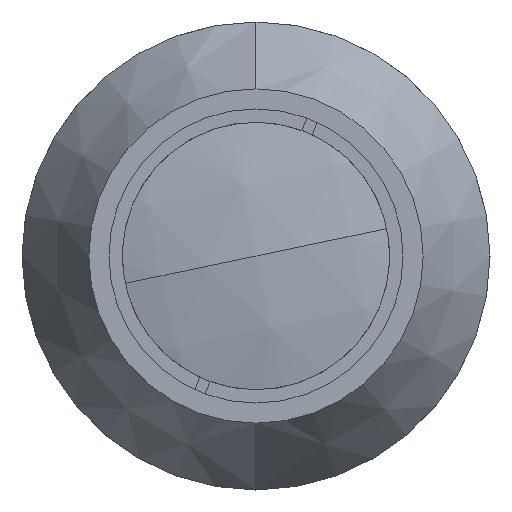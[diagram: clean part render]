
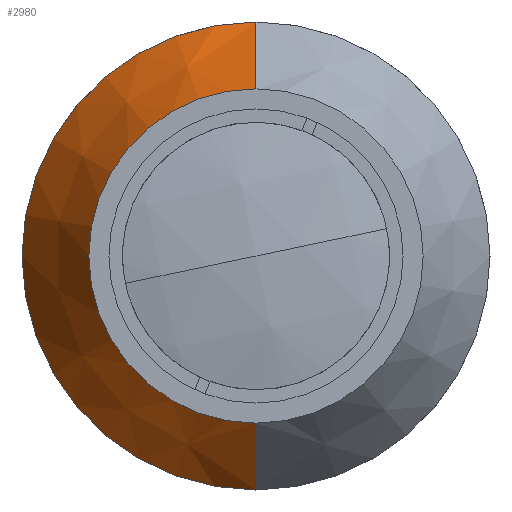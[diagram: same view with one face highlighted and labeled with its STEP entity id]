
A CAD part, left-side view. The second image highlights one B-rep face of the part: STEP entity #2980.
In plain terms, the highlighted conical face has half-angle 30 degrees and reference radius 21 mm.
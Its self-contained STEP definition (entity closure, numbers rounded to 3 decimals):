
#37 = CARTESIAN_POINT ( 'NONE',  ( 15., 0., 0. ) ) ;
#47 = DIRECTION ( 'NONE',  ( 0., 0., 1. ) ) ;
#109 = AXIS2_PLACEMENT_3D ( 'NONE', #3565, #798, #47 ) ;
#148 = CARTESIAN_POINT ( 'NONE',  ( 15., 0., -15. ) ) ;
#280 = DIRECTION ( 'NONE',  ( 0., 0., -1. ) ) ;
#285 = ORIENTED_EDGE ( 'NONE', *, *, #2209, .T. ) ;
#308 = CARTESIAN_POINT ( 'NONE',  ( 25.392, 0., -21. ) ) ;
#319 = VECTOR ( 'NONE', #1227, 1000. ) ;
#479 = AXIS2_PLACEMENT_3D ( 'NONE', #4045, #3094, #280 ) ;
#484 = CARTESIAN_POINT ( 'NONE',  ( 25.392, 0., 21. ) ) ;
#576 = EDGE_CURVE ( 'NONE', #2338, #795, #2934, .T. ) ;
#656 = DIRECTION ( 'NONE',  ( -1., 0., 0. ) ) ;
#675 = DIRECTION ( 'NONE',  ( 0., 0., 1. ) ) ;
#692 = FACE_OUTER_BOUND ( 'NONE', #2242, .T. ) ;
#795 = VERTEX_POINT ( 'NONE', #484 ) ;
#798 = DIRECTION ( 'NONE',  ( -1., 0., 0. ) ) ;
#880 = VERTEX_POINT ( 'NONE', #911 ) ;
#911 = CARTESIAN_POINT ( 'NONE',  ( 25.392, 0., -21. ) ) ;
#1001 = CIRCLE ( 'NONE', #3222, 15. ) ;
#1217 = ORIENTED_EDGE ( 'NONE', *, *, #3801, .F. ) ;
#1227 = DIRECTION ( 'NONE',  ( 0.866, 0., 0.5 ) ) ;
#1363 = ORIENTED_EDGE ( 'NONE', *, *, #3768, .F. ) ;
#1418 = LINE ( 'NONE', #308, #2925 ) ;
#2037 = ORIENTED_EDGE ( 'NONE', *, *, #576, .T. ) ;
#2050 = CIRCLE ( 'NONE', #109, 21. ) ;
#2209 = EDGE_CURVE ( 'NONE', #795, #880, #2050, .T. ) ;
#2242 = EDGE_LOOP ( 'NONE', ( #1217, #2037, #285, #1363 ) ) ;
#2338 = VERTEX_POINT ( 'NONE', #3855 ) ;
#2406 = VERTEX_POINT ( 'NONE', #148 ) ;
#2925 = VECTOR ( 'NONE', #3473, 1000. ) ;
#2934 = LINE ( 'NONE', #3685, #319 ) ;
#2980 = ADVANCED_FACE ( 'NONE', ( #692 ), #3647, .T. ) ;
#3094 = DIRECTION ( 'NONE',  ( 1., 0., 0. ) ) ;
#3222 = AXIS2_PLACEMENT_3D ( 'NONE', #37, #656, #675 ) ;
#3473 = DIRECTION ( 'NONE',  ( 0.866, 0., -0.5 ) ) ;
#3565 = CARTESIAN_POINT ( 'NONE',  ( 25.392, 0., 0. ) ) ;
#3647 = CONICAL_SURFACE ( 'NONE', #479, 21., 0.524 ) ;
#3685 = CARTESIAN_POINT ( 'NONE',  ( 25.392, 0., 21. ) ) ;
#3768 = EDGE_CURVE ( 'NONE', #2406, #880, #1418, .T. ) ;
#3801 = EDGE_CURVE ( 'NONE', #2338, #2406, #1001, .T. ) ;
#3855 = CARTESIAN_POINT ( 'NONE',  ( 15., 0., 15. ) ) ;
#4045 = CARTESIAN_POINT ( 'NONE',  ( 25.392, 0., 0. ) ) ;
